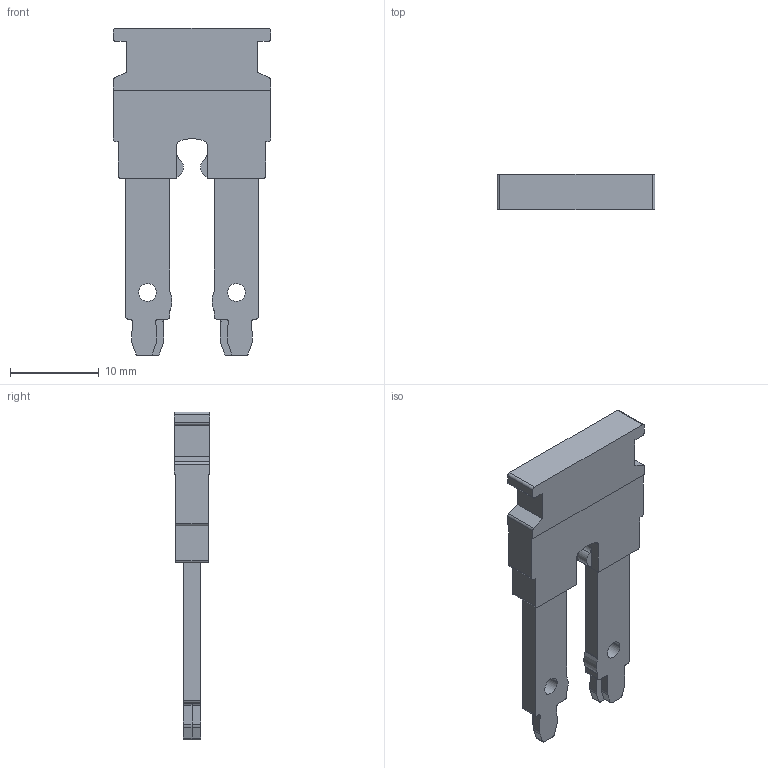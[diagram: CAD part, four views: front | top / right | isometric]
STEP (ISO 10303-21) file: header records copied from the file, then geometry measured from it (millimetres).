
FILE_DESCRIPTION(('CATIA V5R24 STEP','CAx-IF Rec.Pracs.--- Model Styling and Organization---1.2---2011-12-15'),'2;1');
FILE_NAME ('D1462897_0', '2017-10-06T06:36:05+00:00', ('Weidmueller Interface'), ('Weidmueller'), 'CATIA Version 5-6 Release 2014 SP4 HF52', 'CATIA V5 STEP AP214', 'none');
FILE_SCHEMA(('AUTOMOTIVE_DESIGN { 1 0 10303 214 1 1 1 1 }'));
Length unit declared in the file: millimetre
Products named in the file (1): v5-standard_part
Bounding box: 17.8 x 4 x 36.95 mm (x, y, z)
Volume: 1644 mm3; surface area: 1821.1 mm2
Topology: 2 solids, 2 shells, 148 faces, 402 edges, 268 vertices
Faces by surface type: cylinder 74, plane 74
Entity records: 4464 total; most frequent: ORIENTED_EDGE 804, CARTESIAN_POINT 791, DIRECTION 642, EDGE_CURVE 402, AXIS2_PLACEMENT_3D 269, VERTEX_POINT 268, VECTOR 254, LINE 254
